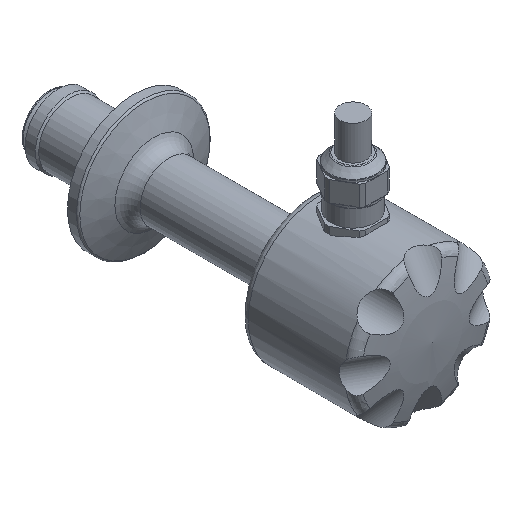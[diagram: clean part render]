
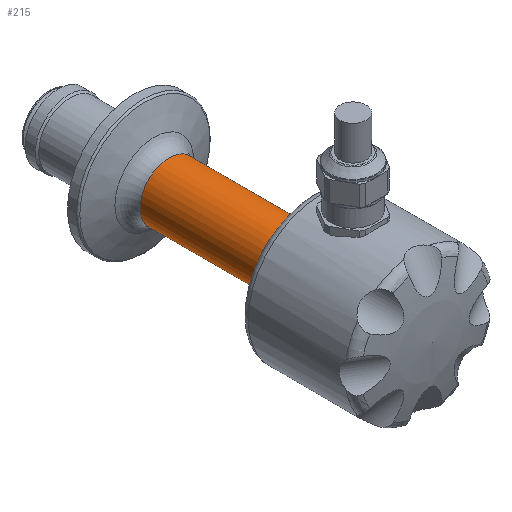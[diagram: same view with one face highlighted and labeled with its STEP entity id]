
A CAD part, isometric view. The second image highlights one B-rep face of the part: STEP entity #215.
In plain terms, the highlighted cylindrical face has radius 11 mm (diameter 22 mm), a full revolution.
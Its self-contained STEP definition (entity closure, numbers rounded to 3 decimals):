
#215 = ADVANCED_FACE( '', ( #473, #474 ), #475, .T. );
#473 = FACE_OUTER_BOUND( '', #758, .T. );
#474 = FACE_OUTER_BOUND( '', #759, .T. );
#475 = CYLINDRICAL_SURFACE( '', #760, 11. );
#758 = EDGE_LOOP( '', ( #1306 ) );
#759 = EDGE_LOOP( '', ( #1307 ) );
#760 = AXIS2_PLACEMENT_3D( '', #1308, #1309, #1310 );
#1306 = ORIENTED_EDGE( '', *, *, #1698, .T. );
#1307 = ORIENTED_EDGE( '', *, *, #1710, .T. );
#1308 = CARTESIAN_POINT( '', ( 0., 17., 0. ) );
#1309 = DIRECTION( '', ( 0., 1., 0. ) );
#1310 = DIRECTION( '', ( 0., 0., 1. ) );
#1698 = EDGE_CURVE( '', #2053, #2053, #2054, .T. );
#1710 = EDGE_CURVE( '', #2070, #2070, #2071, .F. );
#2053 = VERTEX_POINT( '', #3211 );
#2054 = CIRCLE( '', #3212, 11. );
#2070 = VERTEX_POINT( '', #3231 );
#2071 = CIRCLE( '', #3232, 11. );
#3211 = CARTESIAN_POINT( '', ( 0., -13.388, 11. ) );
#3212 = AXIS2_PLACEMENT_3D( '', #3515, #3516, #3517 );
#3231 = CARTESIAN_POINT( '', ( 0., -57.868, -11. ) );
#3232 = AXIS2_PLACEMENT_3D( '', #3530, #3531, #3532 );
#3515 = CARTESIAN_POINT( '', ( 0., -13.388, 0. ) );
#3516 = DIRECTION( '', ( 0., -1., 0. ) );
#3517 = DIRECTION( '', ( 0., 0., 1. ) );
#3530 = CARTESIAN_POINT( '', ( 0., -57.868, 0. ) );
#3531 = DIRECTION( '', ( 0., -1., 0. ) );
#3532 = DIRECTION( '', ( 0., 0., -1. ) );
